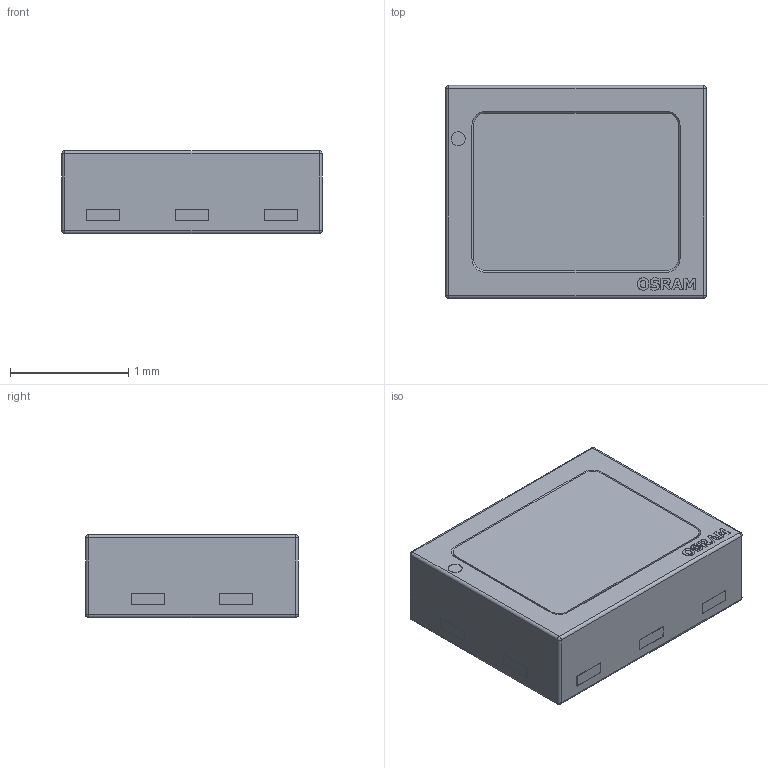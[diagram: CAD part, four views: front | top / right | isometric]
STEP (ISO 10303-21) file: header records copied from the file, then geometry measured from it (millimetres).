
FILE_DESCRIPTION(/* description */ (''),/* implementation_level */ '2;1');
FILE_NAME(/* name */ 'OSRAM CT DBLP31.12-6C5D-56-J6Q4 - Green Led.stp',/* time_stamp */ '2020-09-29T16:37:24-04:00',/* author */ ('Ricardo'),/* organization */ (''),/* preprocessor_version */ 'ST-DEVELOPER v18',/* originating_system */ 'Autodesk Inventor 2020',/* authorisation */ '');
FILE_SCHEMA (('AUTOMOTIVE_DESIGN { 1 0 10303 214 3 1 1 }'));
Length unit declared in the file: millimetre
Products named in the file (6): OSRAM CT DBLP31.12-6C5D-56-J6Q4 - Green Led; body; terminals; lens; logo; marking
Assembly tree (5 placements, depth 2):
  OSRAM CT DBLP31.12-6C5D-56-J6Q4 - Green Led
    body
    terminals
    lens
    logo
    marking
Bounding box: 2.21 x 1.81 x 0.7 mm (x, y, z)
Volume: 2.8 mm3; surface area: 25.9 mm2
Topology: 21 solids, 21 shells, 257 faces, 603 edges, 392 vertices
Faces by surface type: plane 165, cylinder 45, bspline 35, sphere 8, cone 4
Full cylindrical faces by diameter (mm): 0.119 x1
Entity records: 7706 total; most frequent: CARTESIAN_POINT 1702, ORIENTED_EDGE 1206, DIRECTION 1103, EDGE_CURVE 603, LINE 437, VECTOR 437, VERTEX_POINT 392, AXIS2_PLACEMENT_3D 333
